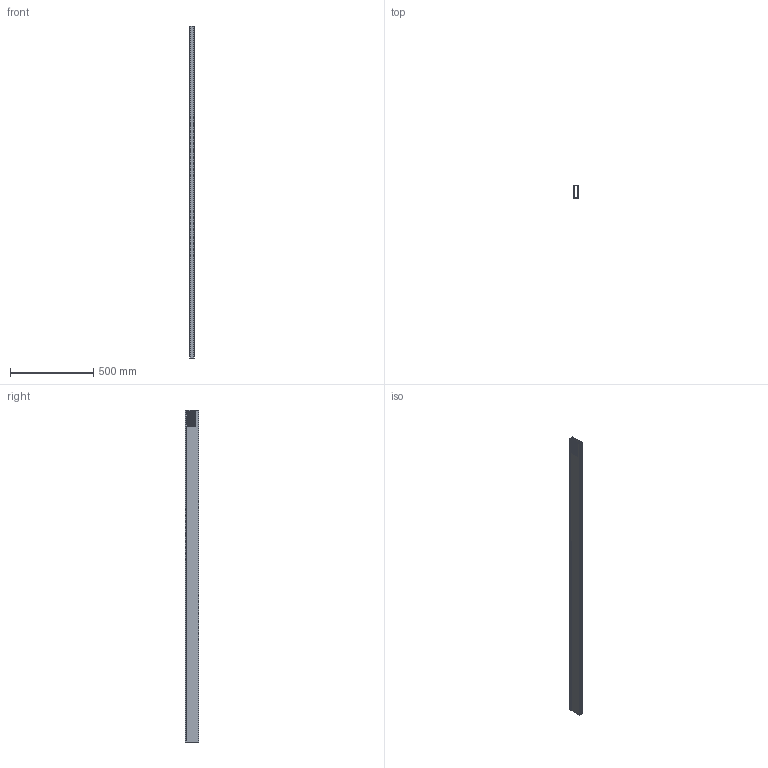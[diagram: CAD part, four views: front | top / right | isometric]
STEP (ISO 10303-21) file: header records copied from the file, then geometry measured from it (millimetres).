
FILE_DESCRIPTION (( 'STEP AP203' ), '1' );
FILE_NAME ('T1E-1030GA-1.step', '2023-06-22T20:18:25', ( '' ), ( '' ), 'SwSTEP 2.0', 'SolidWorks 2021', '' );
FILE_SCHEMA (( 'CONFIG_CONTROL_DESIGN' ));
Length unit declared in the file: millimetre
Products named in the file (1): T1E-1030GA-1
Bounding box: 25 x 80.79 x 2000 mm (x, y, z)
Volume: 821689.9 mm3; surface area: 948449.6 mm2
Topology: 3 solids, 3 shells, 951 faces, 2835 edges, 1890 vertices
Faces by surface type: plane 520, cylinder 431
Entity records: 32460 total; most frequent: CARTESIAN_POINT 5917, ORIENTED_EDGE 5670, DIRECTION 5481, EDGE_CURVE 2835, VECTOR 1933, LINE 1933, VERTEX_POINT 1890, AXIS2_PLACEMENT_3D 1774
